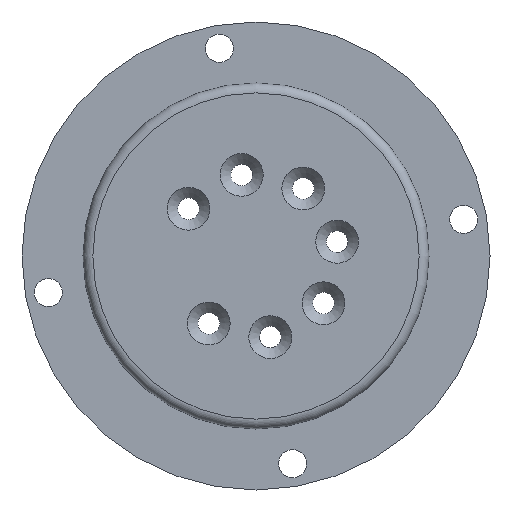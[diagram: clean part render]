
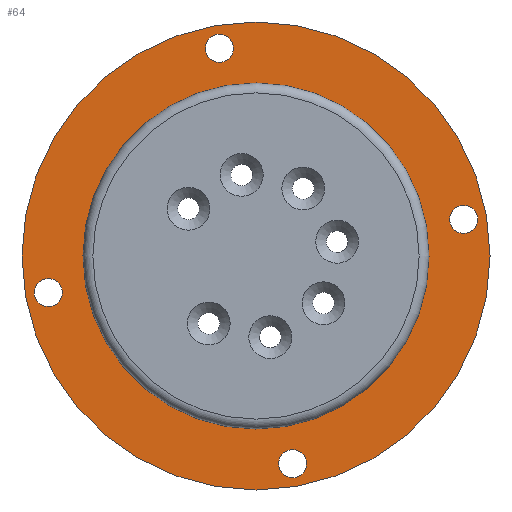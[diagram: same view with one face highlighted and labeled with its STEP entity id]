
A CAD part, left-side view. The second image highlights one B-rep face of the part: STEP entity #64.
In plain terms, the highlighted planar face has unit normal (-1, 0, 0).
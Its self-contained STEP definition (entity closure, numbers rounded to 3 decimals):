
#64=ADVANCED_FACE('',(#153,#154,#155,#156,#157,#158),#159,.T.);
#153=FACE_BOUND('',#292,.T.);
#154=FACE_BOUND('',#293,.T.);
#155=FACE_BOUND('',#294,.T.);
#156=FACE_BOUND('',#295,.T.);
#157=FACE_BOUND('',#296,.T.);
#158=FACE_OUTER_BOUND('',#297,.T.);
#159=PLANE('',#298);
#292=EDGE_LOOP('',(#437));
#293=EDGE_LOOP('',(#438));
#294=EDGE_LOOP('',(#439));
#295=EDGE_LOOP('',(#440));
#296=EDGE_LOOP('',(#441));
#297=EDGE_LOOP('',(#442));
#298=AXIS2_PLACEMENT_3D('',#443,#444,#445);
#437=ORIENTED_EDGE('',*,*,#605,.T.);
#438=ORIENTED_EDGE('',*,*,#586,.T.);
#439=ORIENTED_EDGE('',*,*,#606,.T.);
#440=ORIENTED_EDGE('',*,*,#607,.T.);
#441=ORIENTED_EDGE('',*,*,#608,.T.);
#442=ORIENTED_EDGE('',*,*,#591,.F.);
#443=CARTESIAN_POINT('',(-34.5,0.,0.));
#444=DIRECTION('',(-1.0,0.0,0.0));
#445=DIRECTION('',(0.0,0.0,1.0));
#586=EDGE_CURVE('',#653,#653,#654,.T.);
#591=EDGE_CURVE('',#661,#661,#662,.T.);
#605=EDGE_CURVE('',#685,#685,#686,.T.);
#606=EDGE_CURVE('',#687,#687,#688,.T.);
#607=EDGE_CURVE('',#689,#689,#690,.T.);
#608=EDGE_CURVE('',#691,#691,#692,.F.);
#653=VERTEX_POINT('',#757);
#654=CIRCLE('',#758,4.25);
#661=VERTEX_POINT('',#765);
#662=CIRCLE('',#766,71.0);
#685=VERTEX_POINT('',#789);
#686=CIRCLE('',#790,4.25);
#687=VERTEX_POINT('',#791);
#688=CIRCLE('',#792,4.25);
#689=VERTEX_POINT('',#793);
#690=CIRCLE('',#794,4.25);
#691=VERTEX_POINT('',#795);
#692=CIRCLE('',#796,52.5);
#757=CARTESIAN_POINT('',(-34.5,67.278,-11.113));
#758=AXIS2_PLACEMENT_3D('',#861,#862,#863);
#765=CARTESIAN_POINT('',(-34.5,71.0,0.));
#766=AXIS2_PLACEMENT_3D('',#870,#871,#872);
#789=CARTESIAN_POINT('',(-34.5,11.113,67.278));
#790=AXIS2_PLACEMENT_3D('',#900,#901,#902);
#791=CARTESIAN_POINT('',(-34.5,-11.113,-67.278));
#792=AXIS2_PLACEMENT_3D('',#903,#904,#905);
#793=CARTESIAN_POINT('',(-34.5,-67.278,11.113));
#794=AXIS2_PLACEMENT_3D('',#906,#907,#908);
#795=CARTESIAN_POINT('',(-34.5,0.,52.5));
#796=AXIS2_PLACEMENT_3D('',#909,#910,#911);
#861=CARTESIAN_POINT('',(-34.5,63.028,-11.113));
#862=DIRECTION('',(1.0,0.0,0.0));
#863=DIRECTION('',(0.0,1.0,0.));
#870=CARTESIAN_POINT('',(-34.5,0.,0.));
#871=DIRECTION('',(1.0,0.0,0.0));
#872=DIRECTION('',(0.0,1.0,0.0));
#900=CARTESIAN_POINT('',(-34.5,11.113,63.028));
#901=DIRECTION('',(1.0,0.0,-0.0));
#902=DIRECTION('',(0.0,0.,1.0));
#903=CARTESIAN_POINT('',(-34.5,-11.113,-63.028));
#904=DIRECTION('',(1.0,0.0,0.0));
#905=DIRECTION('',(0.0,0.,-1.0));
#906=CARTESIAN_POINT('',(-34.5,-63.028,11.113));
#907=DIRECTION('',(1.0,0.0,0.0));
#908=DIRECTION('',(0.0,-1.0,0.0));
#909=CARTESIAN_POINT('',(-34.5,0.,0.));
#910=DIRECTION('',(-1.0,0.0,0.0));
#911=DIRECTION('',(0.0,0.0,1.0));
